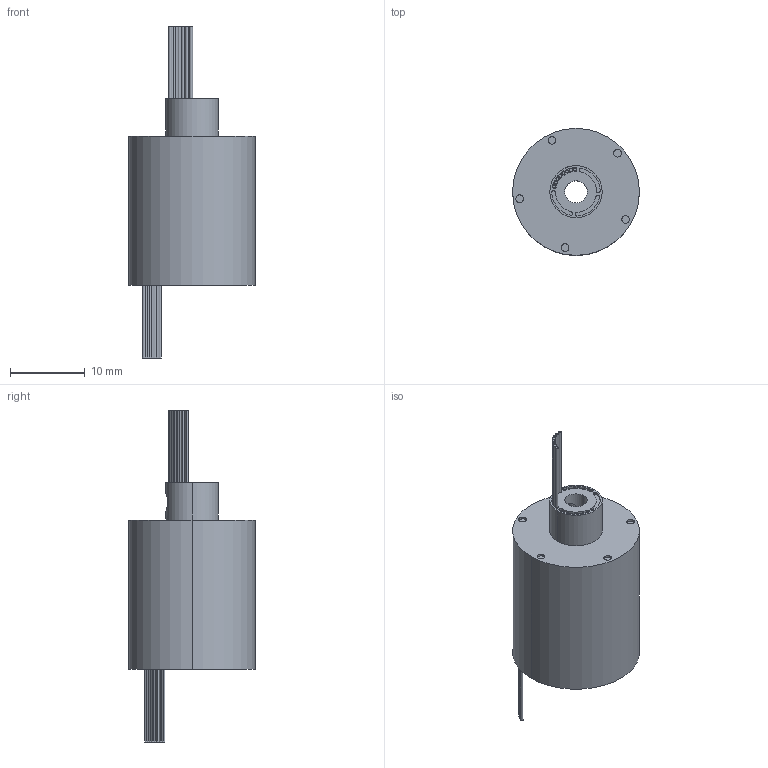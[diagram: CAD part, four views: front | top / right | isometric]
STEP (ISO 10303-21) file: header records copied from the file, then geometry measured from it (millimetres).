
FILE_DESCRIPTION (( 'STEP AP203' ), '1' );
FILE_NAME ('503-0600 Rev CI.STEP', '2014-07-25T13:44:06', ( '' ), ( '' ), 'SwSTEP 2.0', 'SolidWorks 2014', '' );
FILE_SCHEMA (( 'CONFIG_CONTROL_DESIGN' ));
Length unit declared in the file: millimetre
Products named in the file (1): 503-0600 Rev CI
Bounding box: 17 x 17 x 44.5 mm (x, y, z)
Volume: 4561.2 mm3; surface area: 2088.4 mm2
Topology: 1 solids, 1 shells, 169 faces, 375 edges, 250 vertices
Faces by surface type: cylinder 95, plane 74
Entity records: 4918 total; most frequent: DIRECTION 897, CARTESIAN_POINT 881, ORIENTED_EDGE 750, EDGE_CURVE 375, AXIS2_PLACEMENT_3D 356, VERTEX_POINT 250, EDGE_LOOP 215, CIRCLE 186
